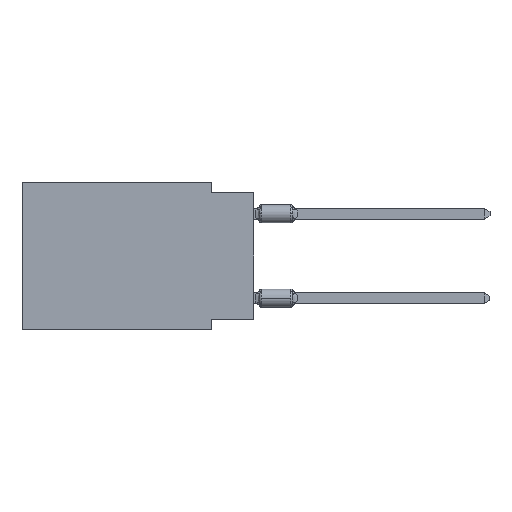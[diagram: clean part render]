
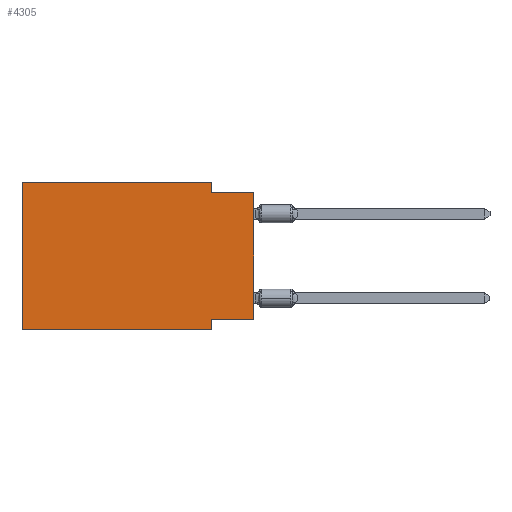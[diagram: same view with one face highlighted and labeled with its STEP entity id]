
A CAD part, left-side view. The second image highlights one B-rep face of the part: STEP entity #4305.
In plain terms, the highlighted planar face has unit normal (-1, 0, 0).
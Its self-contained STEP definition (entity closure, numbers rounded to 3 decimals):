
#38 = LINE ( 'NONE', #1544, #865 ) ;
#865 = VECTOR ( 'NONE', #13865, 1000. ) ;
#904 = VECTOR ( 'NONE', #13702, 1000. ) ;
#1544 = CARTESIAN_POINT ( 'NONE',  ( 0., 13.97, 0. ) ) ;
#1823 = VECTOR ( 'NONE', #5244, 1000. ) ;
#3560 = CARTESIAN_POINT ( 'NONE',  ( 0., 0., -8.255 ) ) ;
#3719 = ORIENTED_EDGE ( 'NONE', *, *, #18332, .F. ) ;
#4158 = VERTEX_POINT ( 'NONE', #8921 ) ;
#4305 = ADVANCED_FACE ( 'NONE', ( #9606 ), #4922, .F. ) ;
#4457 = VECTOR ( 'NONE', #8912, 1000. ) ;
#4503 = CARTESIAN_POINT ( 'NONE',  ( 0., 13.97, 0. ) ) ;
#4922 = PLANE ( 'NONE',  #16720 ) ;
#5050 = EDGE_CURVE ( 'NONE', #4158, #17843, #9037, .T. ) ;
#5244 = DIRECTION ( 'NONE',  ( 0., 1., 0. ) ) ;
#5314 = ORIENTED_EDGE ( 'NONE', *, *, #8610, .T. ) ;
#5384 = EDGE_CURVE ( 'NONE', #14625, #4158, #18053, .T. ) ;
#6094 = CARTESIAN_POINT ( 'NONE',  ( 0., 2.54, -8.255 ) ) ;
#6327 = CARTESIAN_POINT ( 'NONE',  ( 0., 2.54, 0. ) ) ;
#6334 = CARTESIAN_POINT ( 'NONE',  ( 0., 13.97, -8.89 ) ) ;
#6614 = DIRECTION ( 'NONE',  ( 1., 0., 0. ) ) ;
#6698 = CARTESIAN_POINT ( 'NONE',  ( 0., 2.54, -8.89 ) ) ;
#6810 = DIRECTION ( 'NONE',  ( 0., 0., -1. ) ) ;
#7083 = EDGE_CURVE ( 'NONE', #8639, #18771, #38, .T. ) ;
#7273 = VERTEX_POINT ( 'NONE', #6698 ) ;
#7838 = VECTOR ( 'NONE', #15266, 1000. ) ;
#8217 = CARTESIAN_POINT ( 'NONE',  ( 0., 2.54, -8.89 ) ) ;
#8466 = ORIENTED_EDGE ( 'NONE', *, *, #10218, .T. ) ;
#8610 = EDGE_CURVE ( 'NONE', #9392, #17843, #18253, .T. ) ;
#8639 = VERTEX_POINT ( 'NONE', #6334 ) ;
#8912 = DIRECTION ( 'NONE',  ( 0., -1., 0. ) ) ;
#8921 = CARTESIAN_POINT ( 'NONE',  ( 0., 2.54, -0.635 ) ) ;
#8951 = ORIENTED_EDGE ( 'NONE', *, *, #5384, .F. ) ;
#9037 = LINE ( 'NONE', #9328, #17698 ) ;
#9328 = CARTESIAN_POINT ( 'NONE',  ( 0., 0., -0.635 ) ) ;
#9392 = VERTEX_POINT ( 'NONE', #19405 ) ;
#9606 = FACE_OUTER_BOUND ( 'NONE', #18726, .T. ) ;
#9790 = ORIENTED_EDGE ( 'NONE', *, *, #7083, .F. ) ;
#10218 = EDGE_CURVE ( 'NONE', #8639, #7273, #18040, .T. ) ;
#10498 = CARTESIAN_POINT ( 'NONE',  ( 0., 13.97, -8.89 ) ) ;
#10795 = CARTESIAN_POINT ( 'NONE',  ( 0., 2.54, 0. ) ) ;
#11517 = CARTESIAN_POINT ( 'NONE',  ( 0., 0., -0.635 ) ) ;
#11559 = VECTOR ( 'NONE', #12078, 1000. ) ;
#11776 = ORIENTED_EDGE ( 'NONE', *, *, #5050, .F. ) ;
#12035 = VERTEX_POINT ( 'NONE', #6094 ) ;
#12078 = DIRECTION ( 'NONE',  ( 0., -1., 0. ) ) ;
#13702 = DIRECTION ( 'NONE',  ( 0., 0., 1. ) ) ;
#13808 = DIRECTION ( 'NONE',  ( 0., -1., 0. ) ) ;
#13865 = DIRECTION ( 'NONE',  ( 0., 0., 1. ) ) ;
#14171 = CARTESIAN_POINT ( 'NONE',  ( 0., 13.97, 0. ) ) ;
#14368 = LINE ( 'NONE', #8217, #19148 ) ;
#14625 = VERTEX_POINT ( 'NONE', #10795 ) ;
#15266 = DIRECTION ( 'NONE',  ( 0., 0., -1. ) ) ;
#15365 = EDGE_CURVE ( 'NONE', #9392, #12035, #17357, .T. ) ;
#16575 = ORIENTED_EDGE ( 'NONE', *, *, #15365, .F. ) ;
#16720 = AXIS2_PLACEMENT_3D ( 'NONE', #14171, #6614, #18528 ) ;
#17319 = ORIENTED_EDGE ( 'NONE', *, *, #18317, .F. ) ;
#17357 = LINE ( 'NONE', #3560, #1823 ) ;
#17698 = VECTOR ( 'NONE', #13808, 1000. ) ;
#17843 = VERTEX_POINT ( 'NONE', #11517 ) ;
#18040 = LINE ( 'NONE', #10498, #4457 ) ;
#18053 = LINE ( 'NONE', #6327, #7838 ) ;
#18154 = CARTESIAN_POINT ( 'NONE',  ( 0., 0., 0. ) ) ;
#18253 = LINE ( 'NONE', #18154, #904 ) ;
#18317 = EDGE_CURVE ( 'NONE', #12035, #7273, #14368, .T. ) ;
#18332 = EDGE_CURVE ( 'NONE', #18771, #14625, #19223, .T. ) ;
#18528 = DIRECTION ( 'NONE',  ( 0., 0., -1. ) ) ;
#18726 = EDGE_LOOP ( 'NONE', ( #5314, #11776, #8951, #3719, #9790, #8466, #17319, #16575 ) ) ;
#18771 = VERTEX_POINT ( 'NONE', #19101 ) ;
#19101 = CARTESIAN_POINT ( 'NONE',  ( 0., 13.97, 0. ) ) ;
#19148 = VECTOR ( 'NONE', #6810, 1000. ) ;
#19223 = LINE ( 'NONE', #4503, #11559 ) ;
#19405 = CARTESIAN_POINT ( 'NONE',  ( 0., 0., -8.255 ) ) ;
